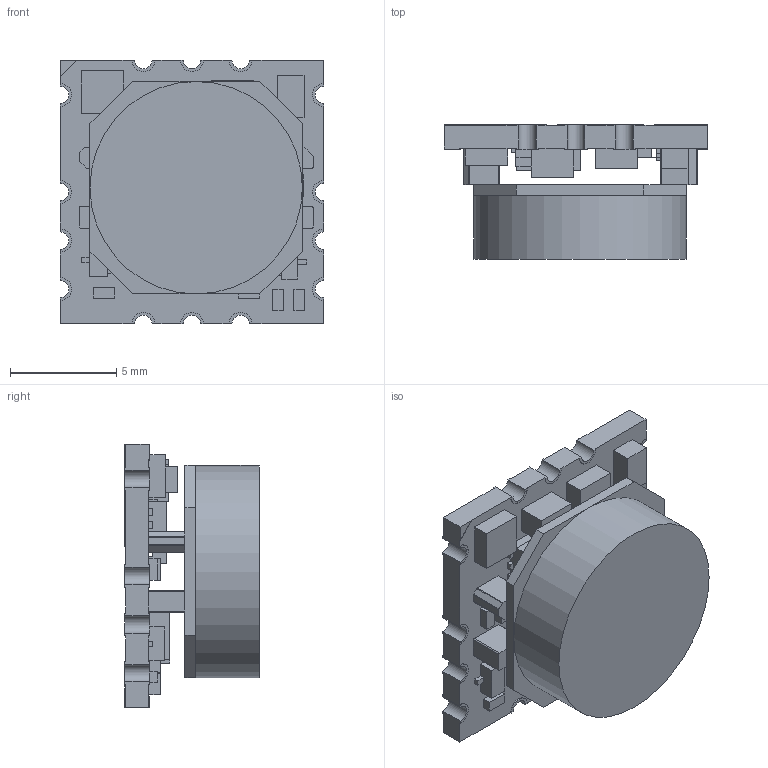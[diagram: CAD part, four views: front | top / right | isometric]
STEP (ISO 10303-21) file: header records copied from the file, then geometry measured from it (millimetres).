
FILE_DESCRIPTION (( 'STEP AP214' ), '1' );
FILE_NAME ('mps_dcdc_okl_t3_a.STEP', '2014-05-13T12:41:00', ( 'deleteme' ), ( '' ), 'SwSTEP 2.0', 'SolidWorks 2013', '' );
FILE_SCHEMA (( 'AUTOMOTIVE_DESIGN' ));
Length unit declared in the file: inch
Products named in the file (1): mps_dcdc_okl_t3_a
Bounding box: 12.4 x 6.33 x 12.4 mm (x, y, z)
Surface area: 776.3 mm2 (no closed solid volume)
Topology: 0 solids, 25 shells, 351 faces, 1058 edges, 729 vertices
Faces by surface type: plane 279, cylinder 72
Full cylindrical faces by diameter (mm): 10 x1
Entity records: 16211 total; most frequent: CARTESIAN_POINT 2138, DIRECTION 1912, ORIENTED_EDGE 1885, EDGE_CURVE 1057, LINE 906, VECTOR 906, VERTEX_POINT 729, AXIS2_PLACEMENT_3D 503
